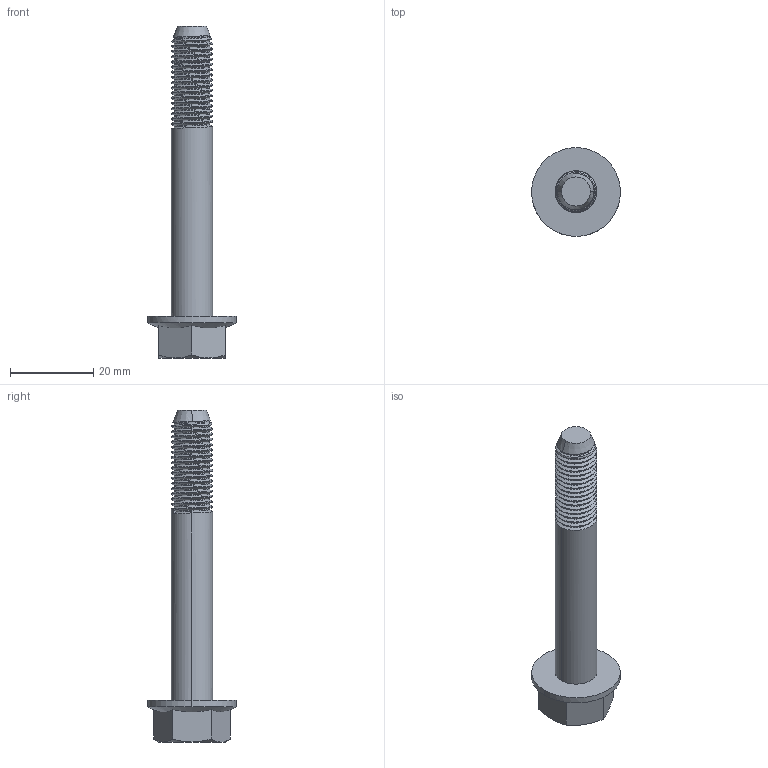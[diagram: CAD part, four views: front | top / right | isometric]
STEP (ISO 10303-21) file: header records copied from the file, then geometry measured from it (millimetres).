
FILE_DESCRIPTION(/* description */ (''),/* implementation_level */ '2;1');
FILE_NAME(/* name */ 'BYDS00273677_001-CADBOM分支_1_stp-v14.stp',/* time_stamp */ '2024-06-18T09:49:12+08:00',/* author */ (''),/* organization */ (''),/* preprocessor_version */ 'ST-DEVELOPER v16.7',/* originating_system */ 'SIEMENS PLM Software NX 1946',/* authorisation */ '');
FILE_SCHEMA (('AUTOMOTIVE_DESIGN { 1 0 10303 214 3 1 1 1 }'));
Length unit declared in the file: millimetre
Products named in the file (1): haop556879829a24
Bounding box: 21.4 x 21.4 x 80 mm (x, y, z)
Volume: 7676.1 mm3; surface area: 3723.5 mm2
Topology: 1 solids, 1 shells, 104 faces, 692 edges, 591 vertices
Faces by surface type: cylinder 78, cone 12, plane 10, bspline 4
Entity records: 10946 total; most frequent: CARTESIAN_POINT 6540, ORIENTED_EDGE 1384, EDGE_CURVE 692, VERTEX_POINT 591, B_SPLINE_CURVE_WITH_KNOTS 559, DIRECTION 359, AXIS2_PLACEMENT_3D 125, LINE 109
